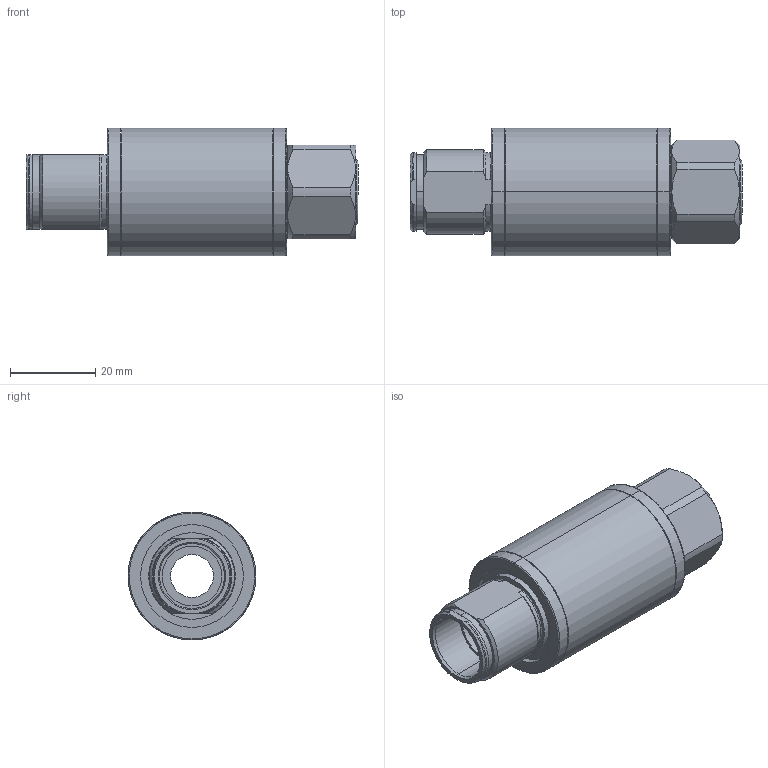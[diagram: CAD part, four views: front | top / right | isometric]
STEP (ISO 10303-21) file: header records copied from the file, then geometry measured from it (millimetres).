
FILE_DESCRIPTION (( 'STEP AP214' ), '1' );
FILE_NAME ('TSX-4310FM-P.STEP', '2019-07-30T18:42:13', ( '' ), ( '' ), 'SwSTEP 2.0', 'SolidWorks 2019', '' );
FILE_SCHEMA (( 'AUTOMOTIVE_DESIGN' ));
Length unit declared in the file: millimetre
Products named in the file (9): R02-2204^TSX-4310FM-P; Copy of R58-00017^TSX-4310FM-P; Copy of R29-4653^TSX-4310FM-P; Copy of R29-4654^TSX-4310FM-P; TSX-4310FM-P
Assembly tree (4 placements, depth 2):
  R02-2204^TSX-4310FM-P
  Copy of R58-00017^TSX-4310FM-P
  Copy of R29-4653^TSX-4310FM-P
  Copy of R29-4654^TSX-4310FM-P
  TSX-4310FM-P
    R02-2204^TSX-4310FM-P
    Copy of R29-4653^TSX-4310FM-P
    Copy of R29-4654^TSX-4310FM-P
    Copy of R58-00017^TSX-4310FM-P
Bounding box: 77.88 x 29.97 x 29.97 mm (x, y, z)
Volume: 25066.7 mm3; surface area: 19717.5 mm2
Topology: 4 solids, 4 shells, 209 faces, 450 edges, 284 vertices
Faces by surface type: cylinder 100, plane 55, cone 32, bspline 22
Entity records: 10050 total; most frequent: CARTESIAN_POINT 2920, DIRECTION 1028, ORIENTED_EDGE 900, EDGE_CURVE 450, AXIS2_PLACEMENT_3D 439, VERTEX_POINT 284, EDGE_LOOP 252, CIRCLE 244
